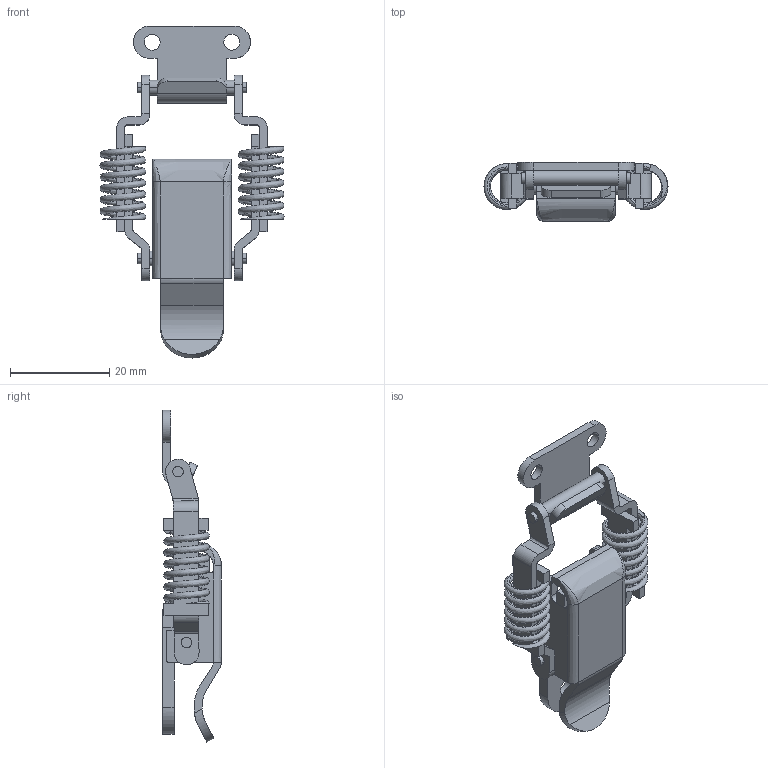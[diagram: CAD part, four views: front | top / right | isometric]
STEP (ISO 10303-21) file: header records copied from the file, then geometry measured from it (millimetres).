
FILE_DESCRIPTION((''),'2;1');
FILE_NAME('','2005-07-15T13:40:20',(''),(''),'','CADfix','');
FILE_SCHEMA(('AUTOMOTIVE_DESIGN'));
Length unit declared in the file: millimetre
Products named in the file (10): arm_C_mr; arm_C; arm_B; arm_A; spring; shaft; lever; keeper; base; TL_11_005_7766_36
Assembly tree (11 placements, depth 2):
  TL_11_005_7766_36
    arm_C_mr
    arm_C
    arm_B
    arm_A
    spring  x2
    shaft  x2
    lever
    keeper
    base
Bounding box: 36.99 x 11.8 x 66.75 mm (x, y, z)
Volume: 4774.6 mm3; surface area: 7846.6 mm2
Topology: 11 solids, 11 shells, 281 faces, 760 edges, 505 vertices
Faces by surface type: bspline 281
Entity records: 16203 total; most frequent: CARTESIAN_POINT 11857, ORIENTED_EDGE 1436, EDGE_CURVE 718, VERTEX_POINT 473, QUASI_UNIFORM_CURVE 397, EDGE_LOOP 287, FACE_OUTER_BOUND 265, ADVANCED_FACE 265
